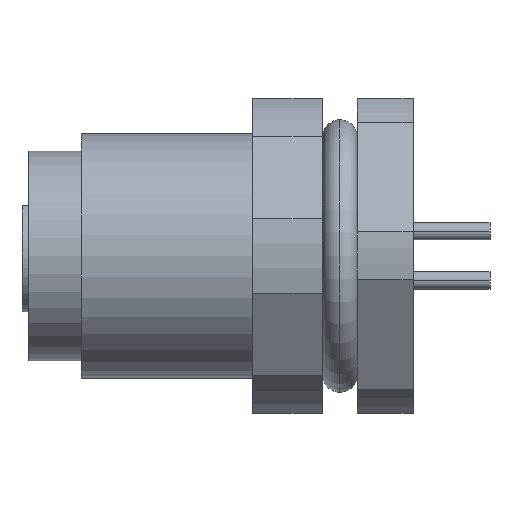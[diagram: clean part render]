
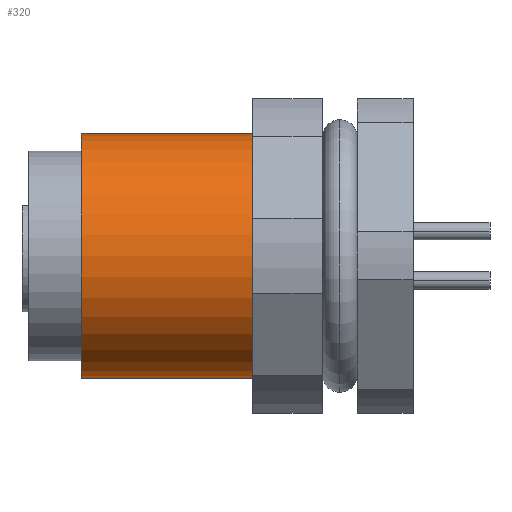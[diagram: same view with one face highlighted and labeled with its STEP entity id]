
A CAD part, top view. The second image highlights one B-rep face of the part: STEP entity #320.
In plain terms, the highlighted cylindrical face has radius 3.5 mm (diameter 7 mm), a partial arc.
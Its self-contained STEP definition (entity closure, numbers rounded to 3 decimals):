
#320 = ADVANCED_FACE('',(#321),#336,.T.);
#321 = FACE_BOUND('',#322,.T.);
#322 = EDGE_LOOP('',(#323,#359,#387,#416));
#323 = ORIENTED_EDGE('',*,*,#324,.T.);
#324 = EDGE_CURVE('',#325,#327,#329,.T.);
#325 = VERTEX_POINT('',#326);
#326 = CARTESIAN_POINT('',(-9.5,3.5,0.));
#327 = VERTEX_POINT('',#328);
#328 = CARTESIAN_POINT('',(-9.5,-3.5,0.));
#329 = SURFACE_CURVE('',#330,(#335,#347),.PCURVE_S1.);
#330 = CIRCLE('',#331,3.5);
#331 = AXIS2_PLACEMENT_3D('',#332,#333,#334);
#332 = CARTESIAN_POINT('',(-9.5,0.,0.));
#333 = DIRECTION('',(1.,0.,0.));
#334 = DIRECTION('',(-0.,1.,0.));
#335 = PCURVE('',#336,#341);
#336 = CYLINDRICAL_SURFACE('',#337,3.5);
#337 = AXIS2_PLACEMENT_3D('',#338,#339,#340);
#338 = CARTESIAN_POINT('',(-11.76,0.,0.));
#339 = DIRECTION('',(-1.,-0.,0.));
#340 = DIRECTION('',(0.,-1.,0.));
#341 = DEFINITIONAL_REPRESENTATION('',(#342),#346);
#342 = LINE('',#343,#344);
#343 = CARTESIAN_POINT('',(3.142,-2.26));
#344 = VECTOR('',#345,1.);
#345 = DIRECTION('',(-1.,0.));
#346 = ( GEOMETRIC_REPRESENTATION_CONTEXT(2) 
PARAMETRIC_REPRESENTATION_CONTEXT() REPRESENTATION_CONTEXT('2D SPACE',''
  ) );
#347 = PCURVE('',#348,#353);
#348 = PLANE('',#349);
#349 = AXIS2_PLACEMENT_3D('',#350,#351,#352);
#350 = CARTESIAN_POINT('',(-9.5,0.,0.));
#351 = DIRECTION('',(1.,0.,0.));
#352 = DIRECTION('',(0.,1.,-0.));
#353 = DEFINITIONAL_REPRESENTATION('',(#354),#358);
#354 = CIRCLE('',#355,3.5);
#355 = AXIS2_PLACEMENT_2D('',#356,#357);
#356 = CARTESIAN_POINT('',(0.,0.));
#357 = DIRECTION('',(1.,0.));
#358 = ( GEOMETRIC_REPRESENTATION_CONTEXT(2) 
PARAMETRIC_REPRESENTATION_CONTEXT() REPRESENTATION_CONTEXT('2D SPACE',''
  ) );
#359 = ORIENTED_EDGE('',*,*,#360,.F.);
#360 = EDGE_CURVE('',#361,#327,#363,.T.);
#361 = VERTEX_POINT('',#362);
#362 = CARTESIAN_POINT('',(-4.6,-3.5,0.));
#363 = SURFACE_CURVE('',#364,(#368,#375),.PCURVE_S1.);
#364 = LINE('',#365,#366);
#365 = CARTESIAN_POINT('',(-4.6,-3.5,0.));
#366 = VECTOR('',#367,1.);
#367 = DIRECTION('',(-1.,0.,0.));
#368 = PCURVE('',#336,#369);
#369 = DEFINITIONAL_REPRESENTATION('',(#370),#374);
#370 = LINE('',#371,#372);
#371 = CARTESIAN_POINT('',(0.,-7.16));
#372 = VECTOR('',#373,1.);
#373 = DIRECTION('',(0.,1.));
#374 = ( GEOMETRIC_REPRESENTATION_CONTEXT(2) 
PARAMETRIC_REPRESENTATION_CONTEXT() REPRESENTATION_CONTEXT('2D SPACE',''
  ) );
#375 = PCURVE('',#376,#381);
#376 = CYLINDRICAL_SURFACE('',#377,3.5);
#377 = AXIS2_PLACEMENT_3D('',#378,#379,#380);
#378 = CARTESIAN_POINT('',(-11.76,0.,0.));
#379 = DIRECTION('',(-1.,-0.,0.));
#380 = DIRECTION('',(0.,-1.,0.));
#381 = DEFINITIONAL_REPRESENTATION('',(#382),#386);
#382 = LINE('',#383,#384);
#383 = CARTESIAN_POINT('',(6.283,-7.16));
#384 = VECTOR('',#385,1.);
#385 = DIRECTION('',(0.,1.));
#386 = ( GEOMETRIC_REPRESENTATION_CONTEXT(2) 
PARAMETRIC_REPRESENTATION_CONTEXT() REPRESENTATION_CONTEXT('2D SPACE',''
  ) );
#387 = ORIENTED_EDGE('',*,*,#388,.F.);
#388 = EDGE_CURVE('',#389,#361,#391,.T.);
#389 = VERTEX_POINT('',#390);
#390 = CARTESIAN_POINT('',(-4.6,3.5,0.));
#391 = SURFACE_CURVE('',#392,(#397,#404),.PCURVE_S1.);
#392 = CIRCLE('',#393,3.5);
#393 = AXIS2_PLACEMENT_3D('',#394,#395,#396);
#394 = CARTESIAN_POINT('',(-4.6,0.,0.));
#395 = DIRECTION('',(1.,0.,0.));
#396 = DIRECTION('',(-0.,1.,0.));
#397 = PCURVE('',#336,#398);
#398 = DEFINITIONAL_REPRESENTATION('',(#399),#403);
#399 = LINE('',#400,#401);
#400 = CARTESIAN_POINT('',(3.142,-7.16));
#401 = VECTOR('',#402,1.);
#402 = DIRECTION('',(-1.,0.));
#403 = ( GEOMETRIC_REPRESENTATION_CONTEXT(2) 
PARAMETRIC_REPRESENTATION_CONTEXT() REPRESENTATION_CONTEXT('2D SPACE',''
  ) );
#404 = PCURVE('',#405,#410);
#405 = PLANE('',#406);
#406 = AXIS2_PLACEMENT_3D('',#407,#408,#409);
#407 = CARTESIAN_POINT('',(-4.6,0.,0.));
#408 = DIRECTION('',(1.,0.,0.));
#409 = DIRECTION('',(0.,1.,-0.));
#410 = DEFINITIONAL_REPRESENTATION('',(#411),#415);
#411 = CIRCLE('',#412,3.5);
#412 = AXIS2_PLACEMENT_2D('',#413,#414);
#413 = CARTESIAN_POINT('',(0.,0.));
#414 = DIRECTION('',(1.,0.));
#415 = ( GEOMETRIC_REPRESENTATION_CONTEXT(2) 
PARAMETRIC_REPRESENTATION_CONTEXT() REPRESENTATION_CONTEXT('2D SPACE',''
  ) );
#416 = ORIENTED_EDGE('',*,*,#417,.T.);
#417 = EDGE_CURVE('',#389,#325,#418,.T.);
#418 = SURFACE_CURVE('',#419,(#423,#430),.PCURVE_S1.);
#419 = LINE('',#420,#421);
#420 = CARTESIAN_POINT('',(-4.6,3.5,0.));
#421 = VECTOR('',#422,1.);
#422 = DIRECTION('',(-1.,0.,0.));
#423 = PCURVE('',#336,#424);
#424 = DEFINITIONAL_REPRESENTATION('',(#425),#429);
#425 = LINE('',#426,#427);
#426 = CARTESIAN_POINT('',(3.142,-7.16));
#427 = VECTOR('',#428,1.);
#428 = DIRECTION('',(0.,1.));
#429 = ( GEOMETRIC_REPRESENTATION_CONTEXT(2) 
PARAMETRIC_REPRESENTATION_CONTEXT() REPRESENTATION_CONTEXT('2D SPACE',''
  ) );
#430 = PCURVE('',#376,#431);
#431 = DEFINITIONAL_REPRESENTATION('',(#432),#436);
#432 = LINE('',#433,#434);
#433 = CARTESIAN_POINT('',(3.142,-7.16));
#434 = VECTOR('',#435,1.);
#435 = DIRECTION('',(0.,1.));
#436 = ( GEOMETRIC_REPRESENTATION_CONTEXT(2) 
PARAMETRIC_REPRESENTATION_CONTEXT() REPRESENTATION_CONTEXT('2D SPACE',''
  ) );
